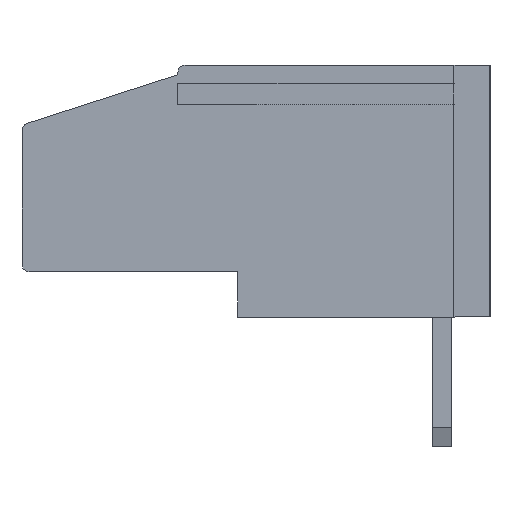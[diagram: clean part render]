
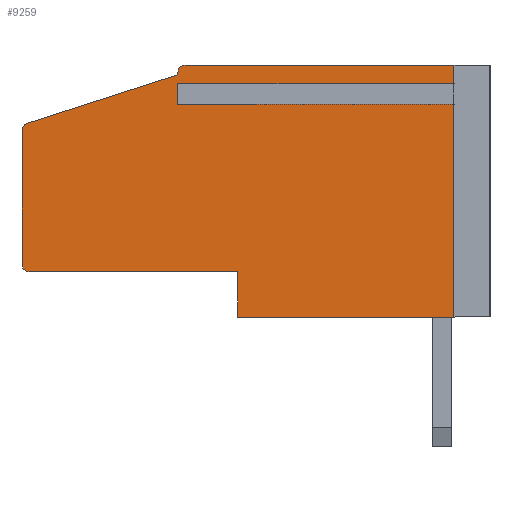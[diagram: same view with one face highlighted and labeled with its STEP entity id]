
A CAD part, left-side view. The second image highlights one B-rep face of the part: STEP entity #9259.
In plain terms, the highlighted planar face has unit normal (-1, 0, 0).
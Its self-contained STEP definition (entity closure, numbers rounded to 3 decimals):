
#356 = EDGE_CURVE ( 'NONE', #9523, #4219, #33444, .T. ) ;
#1000 = CARTESIAN_POINT ( 'NONE',  ( 0., 13., 9.502 ) ) ;
#1266 = AXIS2_PLACEMENT_3D ( 'NONE', #9809, #33046, #29777 ) ;
#2267 = LINE ( 'NONE', #13524, #23666 ) ;
#2554 = DIRECTION ( 'NONE',  ( 0., -1., 0. ) ) ;
#2647 = CARTESIAN_POINT ( 'NONE',  ( 0., 13., 9.098 ) ) ;
#3469 = CARTESIAN_POINT ( 'NONE',  ( 0., 10.5, 1.9 ) ) ;
#3810 = DIRECTION ( 'NONE',  ( -1., 0., 0. ) ) ;
#3877 = EDGE_CURVE ( 'NONE', #25811, #5946, #10037, .T. ) ;
#3959 = ORIENTED_EDGE ( 'NONE', *, *, #36547, .F. ) ;
#4219 = VERTEX_POINT ( 'NONE', #31085 ) ;
#4254 = CARTESIAN_POINT ( 'NONE',  ( 0., 19.5, 8. ) ) ;
#5849 = VECTOR ( 'NONE', #31154, 1000. ) ;
#5946 = VERTEX_POINT ( 'NONE', #12949 ) ;
#6058 = ORIENTED_EDGE ( 'NONE', *, *, #17319, .F. ) ;
#6220 = EDGE_CURVE ( 'NONE', #31394, #23391, #18677, .T. ) ;
#6320 = ORIENTED_EDGE ( 'NONE', *, *, #6220, .T. ) ;
#6568 = AXIS2_PLACEMENT_3D ( 'NONE', #24138, #3810, #18612 ) ;
#7398 = EDGE_CURVE ( 'NONE', #12355, #4219, #22927, .T. ) ;
#7407 = CARTESIAN_POINT ( 'NONE',  ( 0., 13., 10.1 ) ) ;
#7599 = EDGE_CURVE ( 'NONE', #30490, #26264, #10258, .T. ) ;
#7771 = PLANE ( 'NONE',  #28466 ) ;
#7793 = DIRECTION ( 'NONE',  ( 0., 0., -1. ) ) ;
#8062 = CARTESIAN_POINT ( 'NONE',  ( 0., 19.5, 2.2 ) ) ;
#8541 = ORIENTED_EDGE ( 'NONE', *, *, #10925, .T. ) ;
#8883 = CARTESIAN_POINT ( 'NONE',  ( 0., 13., 9.098 ) ) ;
#8903 = ORIENTED_EDGE ( 'NONE', *, *, #28257, .F. ) ;
#8913 = CARTESIAN_POINT ( 'NONE',  ( 0., 1.5, 0. ) ) ;
#8963 = VECTOR ( 'NONE', #2554, 1000. ) ;
#9259 = ADVANCED_FACE ( 'NONE', ( #33840 ), #7771, .F. ) ;
#9523 = VERTEX_POINT ( 'NONE', #3469 ) ;
#9700 = ORIENTED_EDGE ( 'NONE', *, *, #29852, .T. ) ;
#9753 = VERTEX_POINT ( 'NONE', #12198 ) ;
#9809 = CARTESIAN_POINT ( 'NONE',  ( 0., 12.7, 10.2 ) ) ;
#10037 = LINE ( 'NONE', #21602, #30706 ) ;
#10140 = LINE ( 'NONE', #18852, #21333 ) ;
#10217 = CARTESIAN_POINT ( 'NONE',  ( 0., 19.2, 7.782 ) ) ;
#10258 = LINE ( 'NONE', #7407, #34529 ) ;
#10442 = CARTESIAN_POINT ( 'NONE',  ( 0., 19.5, 10.5 ) ) ;
#10925 = EDGE_CURVE ( 'NONE', #20682, #19047, #14952, .T. ) ;
#11032 = VECTOR ( 'NONE', #35108, 1000. ) ;
#11761 = CARTESIAN_POINT ( 'NONE',  ( 0., 19.5, 0. ) ) ;
#12198 = CARTESIAN_POINT ( 'NONE',  ( 0., 1.5, 9.098 ) ) ;
#12355 = VERTEX_POINT ( 'NONE', #8062 ) ;
#12949 = CARTESIAN_POINT ( 'NONE',  ( 0., 1.5, 9.502 ) ) ;
#13284 = CARTESIAN_POINT ( 'NONE',  ( 0., 19.5, 1.9 ) ) ;
#13524 = CARTESIAN_POINT ( 'NONE',  ( 0., 13., 9.502 ) ) ;
#14459 = ORIENTED_EDGE ( 'NONE', *, *, #26601, .T. ) ;
#14590 = LINE ( 'NONE', #8883, #11032 ) ;
#14952 = LINE ( 'NONE', #11761, #26700 ) ;
#15061 = CARTESIAN_POINT ( 'NONE',  ( 0., 13., 10.2 ) ) ;
#15438 = LINE ( 'NONE', #16523, #19204 ) ;
#15762 = ORIENTED_EDGE ( 'NONE', *, *, #21691, .F. ) ;
#16379 = CARTESIAN_POINT ( 'NONE',  ( 0., 19.5, 10.5 ) ) ;
#16523 = CARTESIAN_POINT ( 'NONE',  ( 0., 19.5, 10.5 ) ) ;
#16807 = CARTESIAN_POINT ( 'NONE',  ( 0., 13., 9.502 ) ) ;
#17319 = EDGE_CURVE ( 'NONE', #9753, #19047, #10140, .T. ) ;
#17822 = CARTESIAN_POINT ( 'NONE',  ( 0., 13., 10.1 ) ) ;
#18044 = ORIENTED_EDGE ( 'NONE', *, *, #7599, .F. ) ;
#18540 = DIRECTION ( 'NONE',  ( 0., 0., -1. ) ) ;
#18612 = DIRECTION ( 'NONE',  ( 0., 0., -1. ) ) ;
#18677 = CIRCLE ( 'NONE', #27165, 0.3 ) ;
#18852 = CARTESIAN_POINT ( 'NONE',  ( 0., 1.5, 10.5 ) ) ;
#19047 = VERTEX_POINT ( 'NONE', #8913 ) ;
#19204 = VECTOR ( 'NONE', #36873, 1000. ) ;
#19435 = CIRCLE ( 'NONE', #1266, 0.3 ) ;
#19963 = ORIENTED_EDGE ( 'NONE', *, *, #7398, .T. ) ;
#20467 = CARTESIAN_POINT ( 'NONE',  ( 0., 12.7, 10.5 ) ) ;
#20682 = VERTEX_POINT ( 'NONE', #28965 ) ;
#20806 = ORIENTED_EDGE ( 'NONE', *, *, #3877, .F. ) ;
#20818 = VECTOR ( 'NONE', #27438, 1000. ) ;
#20831 = DIRECTION ( 'NONE',  ( 0., 0., -1. ) ) ;
#20918 = LINE ( 'NONE', #4254, #20818 ) ;
#21333 = VECTOR ( 'NONE', #33743, 1000. ) ;
#21602 = CARTESIAN_POINT ( 'NONE',  ( 0., 1.5, 10.5 ) ) ;
#21691 = EDGE_CURVE ( 'NONE', #20682, #9523, #35368, .T. ) ;
#21782 = ORIENTED_EDGE ( 'NONE', *, *, #356, .F. ) ;
#22079 = ORIENTED_EDGE ( 'NONE', *, *, #33110, .F. ) ;
#22837 = CARTESIAN_POINT ( 'NONE',  ( 0., 19.292, 8.067 ) ) ;
#22927 = CIRCLE ( 'NONE', #6568, 0.3 ) ;
#23391 = VERTEX_POINT ( 'NONE', #24539 ) ;
#23666 = VECTOR ( 'NONE', #7793, 1000. ) ;
#24138 = CARTESIAN_POINT ( 'NONE',  ( 0., 19.2, 2.2 ) ) ;
#24539 = CARTESIAN_POINT ( 'NONE',  ( 0., 19.5, 7.782 ) ) ;
#24696 = ORIENTED_EDGE ( 'NONE', *, *, #35679, .F. ) ;
#24762 = LINE ( 'NONE', #16379, #28073 ) ;
#25070 = DIRECTION ( 'NONE',  ( 0., 0., -1. ) ) ;
#25469 = EDGE_CURVE ( 'NONE', #30425, #25811, #15438, .T. ) ;
#25811 = VERTEX_POINT ( 'NONE', #33071 ) ;
#26264 = VERTEX_POINT ( 'NONE', #15061 ) ;
#26601 = EDGE_CURVE ( 'NONE', #36330, #5946, #34149, .T. ) ;
#26614 = CARTESIAN_POINT ( 'NONE',  ( 0., 10.5, 1.9 ) ) ;
#26700 = VECTOR ( 'NONE', #31733, 1000. ) ;
#27165 = AXIS2_PLACEMENT_3D ( 'NONE', #10217, #27515, #18540 ) ;
#27438 = DIRECTION ( 'NONE',  ( 0., -0.952, 0.307 ) ) ;
#27515 = DIRECTION ( 'NONE',  ( -1., 0., 0. ) ) ;
#27726 = VECTOR ( 'NONE', #32186, 1000. ) ;
#28073 = VECTOR ( 'NONE', #31237, 1000. ) ;
#28257 = EDGE_CURVE ( 'NONE', #36330, #29317, #2267, .T. ) ;
#28466 = AXIS2_PLACEMENT_3D ( 'NONE', #10442, #30603, #25070 ) ;
#28965 = CARTESIAN_POINT ( 'NONE',  ( 0., 10.5, 0. ) ) ;
#29317 = VERTEX_POINT ( 'NONE', #2647 ) ;
#29777 = DIRECTION ( 'NONE',  ( 0., 0., -1. ) ) ;
#29852 = EDGE_CURVE ( 'NONE', #30425, #26264, #19435, .T. ) ;
#30425 = VERTEX_POINT ( 'NONE', #20467 ) ;
#30490 = VERTEX_POINT ( 'NONE', #17822 ) ;
#30603 = DIRECTION ( 'NONE',  ( 1., 0., 0. ) ) ;
#30611 = DIRECTION ( 'NONE',  ( 0., 0., 1. ) ) ;
#30706 = VECTOR ( 'NONE', #20831, 1000. ) ;
#31085 = CARTESIAN_POINT ( 'NONE',  ( 0., 19.2, 1.9 ) ) ;
#31154 = DIRECTION ( 'NONE',  ( 0., 1., 0. ) ) ;
#31237 = DIRECTION ( 'NONE',  ( 0., 0., 1. ) ) ;
#31394 = VERTEX_POINT ( 'NONE', #22837 ) ;
#31733 = DIRECTION ( 'NONE',  ( 0., -1., 0. ) ) ;
#32186 = DIRECTION ( 'NONE',  ( 0., 0., 1. ) ) ;
#33046 = DIRECTION ( 'NONE',  ( -1., 0., 0. ) ) ;
#33071 = CARTESIAN_POINT ( 'NONE',  ( 0., 1.5, 10.5 ) ) ;
#33110 = EDGE_CURVE ( 'NONE', #31394, #30490, #20918, .T. ) ;
#33444 = LINE ( 'NONE', #13284, #5849 ) ;
#33637 = EDGE_LOOP ( 'NONE', ( #3959, #19963, #21782, #15762, #8541, #6058, #24696, #8903, #14459, #20806, #37142, #9700, #18044, #22079, #6320 ) ) ;
#33743 = DIRECTION ( 'NONE',  ( 0., 0., -1. ) ) ;
#33840 = FACE_OUTER_BOUND ( 'NONE', #33637, .T. ) ;
#34149 = LINE ( 'NONE', #16807, #8963 ) ;
#34529 = VECTOR ( 'NONE', #30611, 1000. ) ;
#35108 = DIRECTION ( 'NONE',  ( 0., -1., 0. ) ) ;
#35368 = LINE ( 'NONE', #26614, #27726 ) ;
#35679 = EDGE_CURVE ( 'NONE', #29317, #9753, #14590, .T. ) ;
#36330 = VERTEX_POINT ( 'NONE', #1000 ) ;
#36547 = EDGE_CURVE ( 'NONE', #12355, #23391, #24762, .T. ) ;
#36873 = DIRECTION ( 'NONE',  ( 0., -1., 0. ) ) ;
#37142 = ORIENTED_EDGE ( 'NONE', *, *, #25469, .F. ) ;
